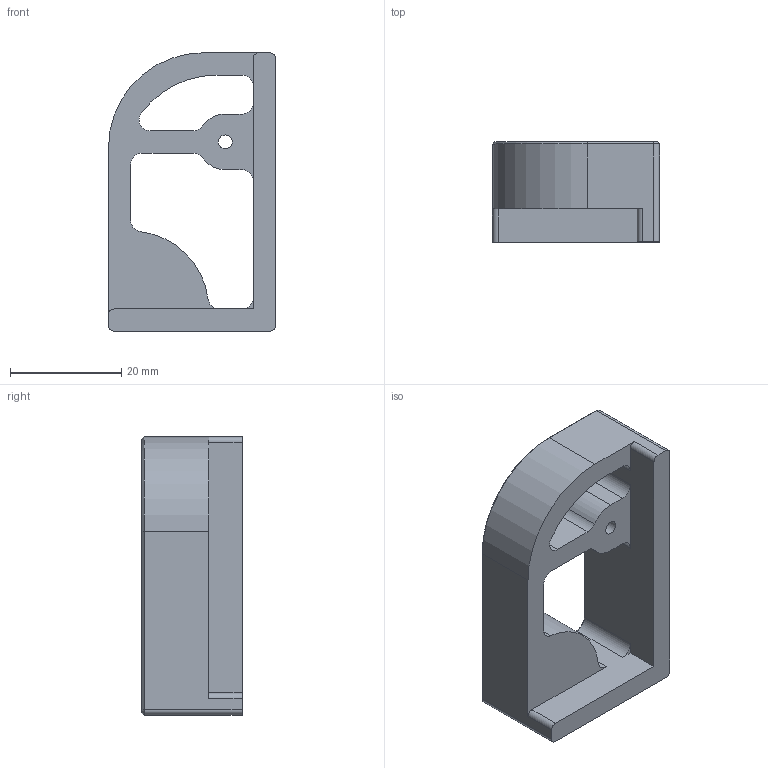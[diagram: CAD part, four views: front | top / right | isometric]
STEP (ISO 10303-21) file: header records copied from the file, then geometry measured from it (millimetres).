
FILE_DESCRIPTION(/* description */ (''),/* implementation_level */ '2;1');
FILE_NAME(/* name */ 'B-Bed_Drill_Guide_RRear-F.stp',/* time_stamp */ '2020-09-25T18:36:40-07:00',/* author */ (''),/* organization */ (''),/* preprocessor_version */ 'ST-DEVELOPER v18.1',/* originating_system */ 'Autodesk Translation Framework v9.3.0.1241',/* authorisation */ '');
FILE_SCHEMA (('AUTOMOTIVE_DESIGN { 1 0 10303 214 3 1 1 }'));
Length unit declared in the file: millimetre
Products named in the file (1): Right Rear
Bounding box: 30 x 18 x 50 mm (x, y, z)
Volume: 12026.8 mm3; surface area: 6167.4 mm2
Topology: 1 solids, 1 shells, 69 faces, 175 edges, 106 vertices
Faces by surface type: plane 29, cylinder 21, cone 19
Full cylindrical faces by diameter (mm): 2.5 x1
Entity records: 2106 total; most frequent: DIRECTION 376, CARTESIAN_POINT 351, ORIENTED_EDGE 350, EDGE_CURVE 175, AXIS2_PLACEMENT_3D 131, LINE 114, VECTOR 114, VERTEX_POINT 106
